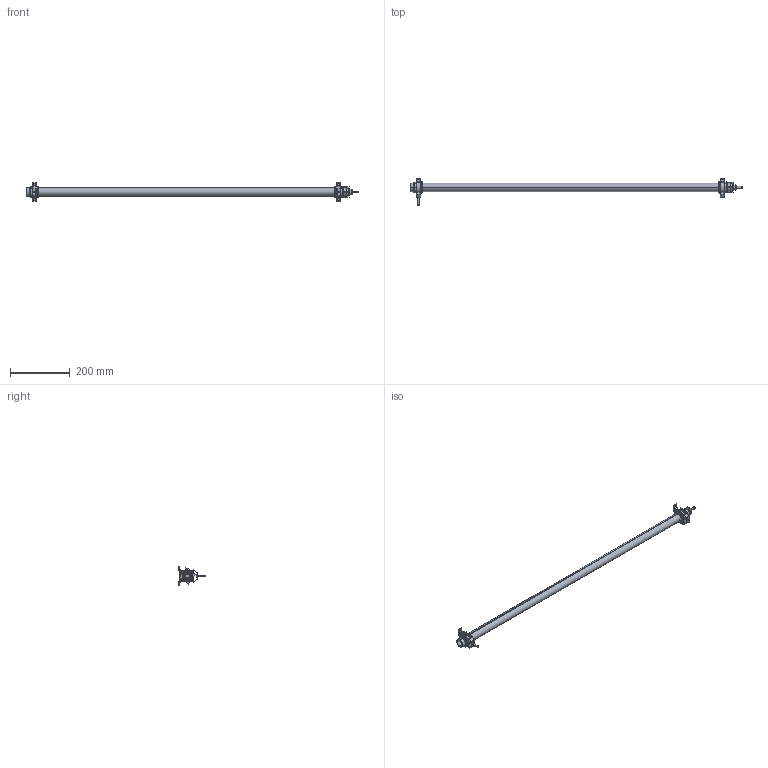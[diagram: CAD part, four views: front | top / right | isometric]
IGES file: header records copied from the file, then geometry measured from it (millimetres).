
Start section:  PTC IGES file: 204412.igs
Global section: file name: 204412.igs; native system: Creo Parametric by PTC Inc.; preprocessor: 2016260; author: pdmadmin; organization: Unknown; date: 20180820.120142; units: millimetre
Bounding box: 1107 x 87.01 x 62.44 mm (x, y, z)
Volume: 219620.6 mm3; surface area: 1106060 mm2
Topology: 31 solids, 37 shells, 4010 faces, 21896 edges, 28893 vertices
Faces by surface type: bspline 2632, revolution 1378
